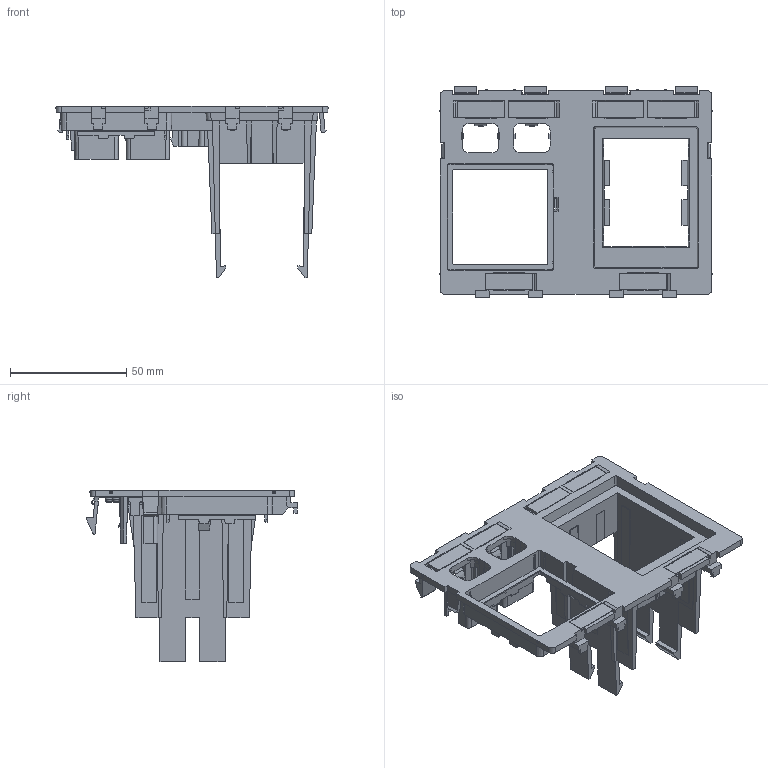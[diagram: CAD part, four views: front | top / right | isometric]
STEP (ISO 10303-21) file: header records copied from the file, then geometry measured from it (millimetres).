
FILE_DESCRIPTION(('CATIA V5 STEP Exchange','CAx-IF Rec.Pracs.--- Model Styling and Organization---1.4--- 2014-01-23'),'2;1');
FILE_NAME ('309333-2_1', '2019-10-11T09:57:35+00:00', ('none'), ('Weidmueller'), 'CATIA Version 5-6 Release 2016 SP3 HF44', 'CATIA V5 STEP AP214', 'none');
FILE_SCHEMA(('AUTOMOTIVE_DESIGN { 1 0 10303 214 1 1 1 1 }'));
Length unit declared in the file: millimetre
Products named in the file (1): 2067080000
Bounding box: 116.9 x 90.5 x 73.8 mm (x, y, z)
Volume: 40529.5 mm3; surface area: 48700.8 mm2
Topology: 8 solids, 8 shells, 1546 faces, 4167 edges, 2656 vertices
Faces by surface type: plane 1121, cylinder 262, cone 53, torus 48, sphere 32, bspline 30
Entity records: 46268 total; most frequent: CARTESIAN_POINT 11113, ORIENTED_EDGE 8270, DIRECTION 5544, EDGE_CURVE 4135, VECTOR 2990, LINE 2990, VERTEX_POINT 2656, EDGE_LOOP 1615
